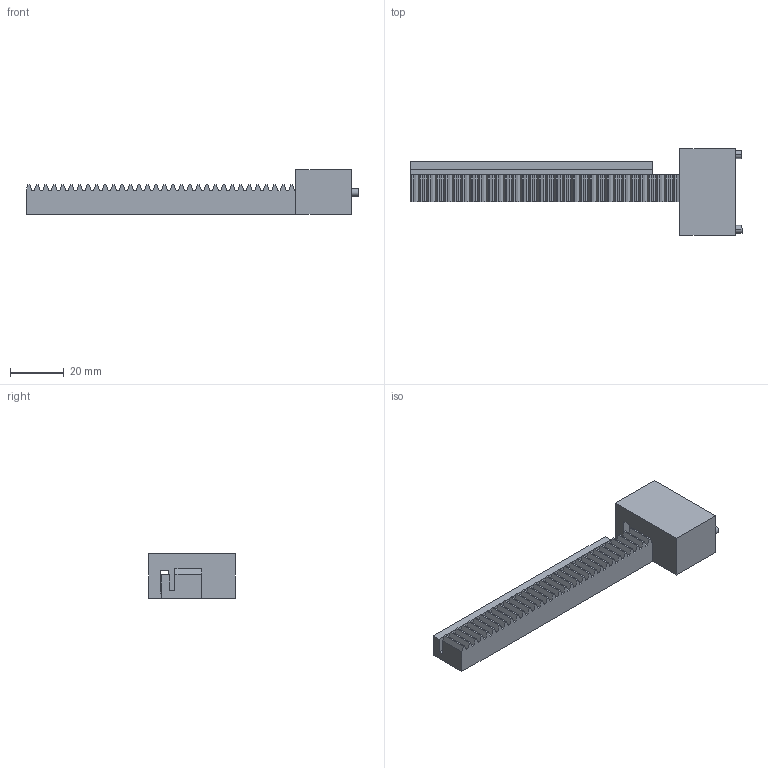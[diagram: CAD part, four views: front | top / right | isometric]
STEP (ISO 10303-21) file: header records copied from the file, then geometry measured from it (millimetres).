
FILE_DESCRIPTION (( 'STEP AP214' ), '1' );
FILE_NAME ('v2扥坫.STEP', '2024-07-15T10:11:33', ( '' ), ( '' ), 'SwSTEP 2.0', 'SolidWorks 2022', '' );
FILE_SCHEMA (( 'AUTOMOTIVE_DESIGN' ));
Length unit declared in the file: millimetre
Products named in the file (1): v2扥坫
Bounding box: 123 x 32.1 x 16.6 mm (x, y, z)
Volume: 18601.9 mm3; surface area: 11489.7 mm2
Topology: 2 solids, 2 shells, 157 faces, 453 edges, 302 vertices
Faces by surface type: plane 153, cylinder 4
Entity records: 6829 total; most frequent: CARTESIAN_POINT 913, ORIENTED_EDGE 906, DIRECTION 777, EDGE_CURVE 453, VECTOR 445, LINE 445, VERTEX_POINT 302, AXIS2_PLACEMENT_3D 166
